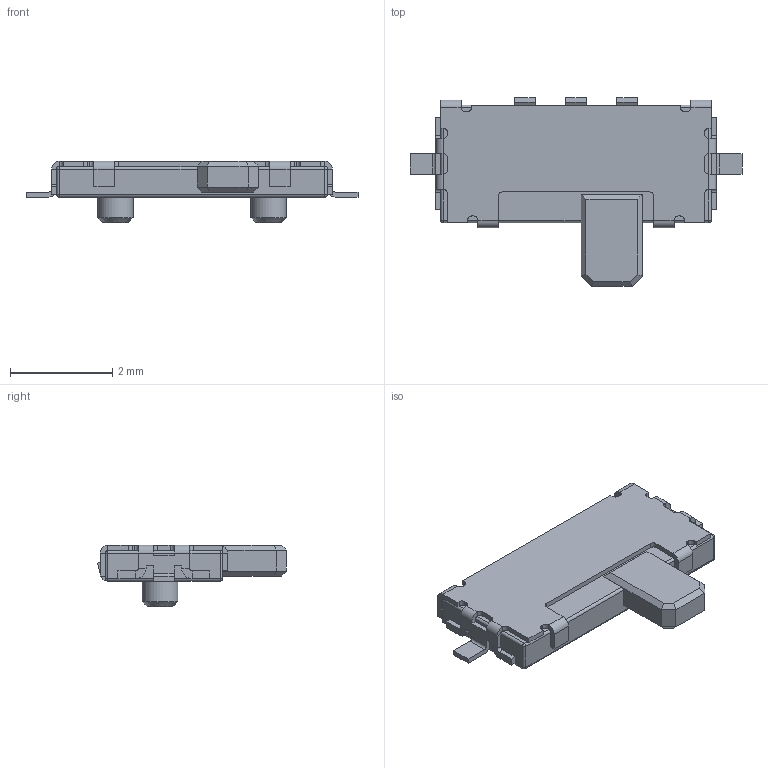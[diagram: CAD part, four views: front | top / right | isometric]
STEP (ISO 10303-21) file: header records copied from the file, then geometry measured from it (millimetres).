
FILE_DESCRIPTION(('FreeCAD Model'),'2;1');
FILE_NAME('Open CASCADE Shape Model','2023-01-07T00:09:32',('Author'),( ''),'Open CASCADE STEP processor 7.6','FreeCAD','Unknown');
FILE_SCHEMA(('AUTOMOTIVE_DESIGN_CC2 { 1 2 10303 214 -1 1 5 4 }'));
Length unit declared in the file: millimetre
Products named in the file (4): Part; Body; Body001; Body002
Assembly tree (3 placements, depth 2):
  Part
    Body
    Body001
    Body002
Bounding box: 6.5 x 3.7 x 1.2 mm (x, y, z)
Volume: 9.8 mm3; surface area: 71.1 mm2
Topology: 3 solids, 3 shells, 270 faces, 668 edges, 394 vertices
Faces by surface type: plane 183, cylinder 77, sphere 8, cone 2
Full cylindrical faces by diameter (mm): 0.7 x2
Entity records: 7835 total; most frequent: DIRECTION 1364, CARTESIAN_POINT 1328, ORIENTED_EDGE 1320, EDGE_CURVE 660, LINE 504, VECTOR 504, AXIS2_PLACEMENT_3D 430, VERTEX_POINT 394
